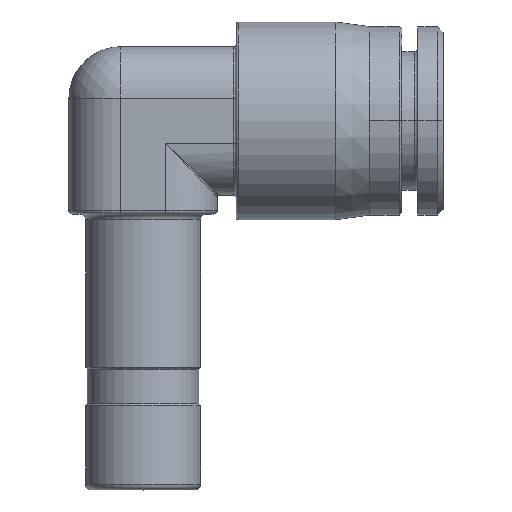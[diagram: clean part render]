
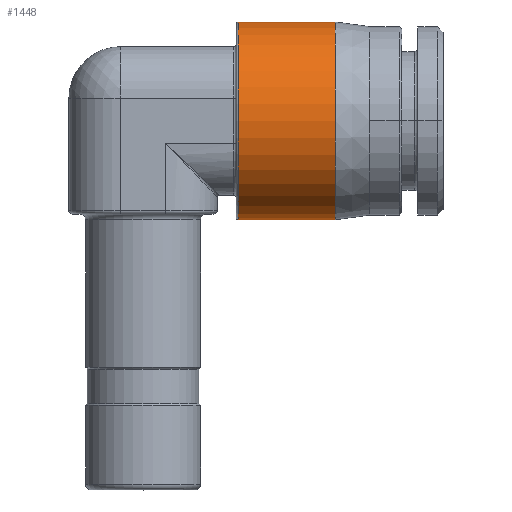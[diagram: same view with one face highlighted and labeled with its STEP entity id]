
A CAD part, top view. The second image highlights one B-rep face of the part: STEP entity #1448.
In plain terms, the highlighted cylindrical face has radius 8.6 mm (diameter 17.2 mm), a partial arc.
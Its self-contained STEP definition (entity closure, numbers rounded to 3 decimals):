
#179=DIRECTION('',(1.,0.,0.));
#180=VECTOR('',#179,8.4);
#181=CARTESIAN_POINT('',(8.3,8.6,0.));
#182=LINE('',#181,#180);
#183=DIRECTION('',(1.,0.,0.));
#184=VECTOR('',#183,8.4);
#185=CARTESIAN_POINT('',(8.3,-8.6,0.));
#186=LINE('',#185,#184);
#187=CARTESIAN_POINT('',(8.3,0.,0.));
#188=DIRECTION('',(-1.,0.,0.));
#189=DIRECTION('',(0.,-1.,0.));
#190=AXIS2_PLACEMENT_3D('',#187,#188,#189);
#229=CARTESIAN_POINT('',(16.7,0.,0.));
#230=DIRECTION('',(1.,0.,0.));
#231=DIRECTION('',(0.,1.,0.));
#232=AXIS2_PLACEMENT_3D('',#229,#230,#231);
#977=CARTESIAN_POINT('',(16.7,8.6,0.));
#978=CARTESIAN_POINT('',(16.7,-8.6,0.));
#979=VERTEX_POINT('',#977);
#980=VERTEX_POINT('',#978);
#1033=CARTESIAN_POINT('',(8.3,8.6,0.));
#1034=VERTEX_POINT('',#1033);
#1039=CARTESIAN_POINT('',(8.3,-8.6,0.));
#1040=VERTEX_POINT('',#1039);
#1434=CARTESIAN_POINT('',(20.28,0.,0.));
#1435=DIRECTION('',(-1.,0.,0.));
#1436=DIRECTION('',(0.,-1.,0.));
#1437=AXIS2_PLACEMENT_3D('',#1434,#1435,#1436);
#1438=CYLINDRICAL_SURFACE('',#1437,8.6);
#1440=ORIENTED_EDGE('',*,*,#1439,.T.);
#1442=ORIENTED_EDGE('',*,*,#1441,.T.);
#1444=ORIENTED_EDGE('',*,*,#1443,.F.);
#1445=ORIENTED_EDGE('',*,*,#1428,.T.);
#1446=EDGE_LOOP('',(#1440,#1442,#1444,#1445));
#1447=FACE_OUTER_BOUND('',#1446,.F.);
#1448=ADVANCED_FACE('',(#1447),#1438,.T.);
#191=CIRCLE('',#190,8.6);
#233=CIRCLE('',#232,8.6);
#1428=EDGE_CURVE('',#1040,#1034,#191,.T.);
#1439=EDGE_CURVE('',#1034,#979,#182,.T.);
#1441=EDGE_CURVE('',#979,#980,#233,.T.);
#1443=EDGE_CURVE('',#1040,#980,#186,.T.);
